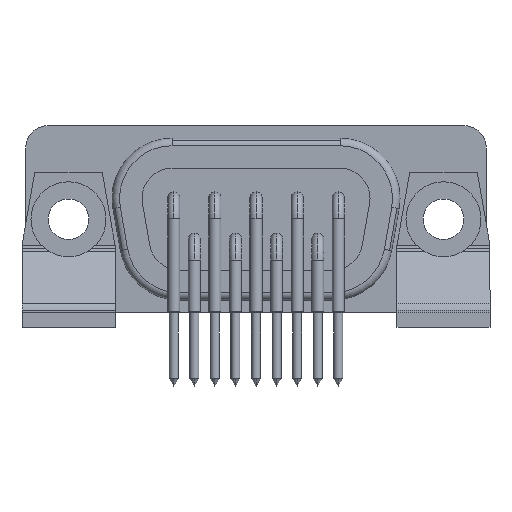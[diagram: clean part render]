
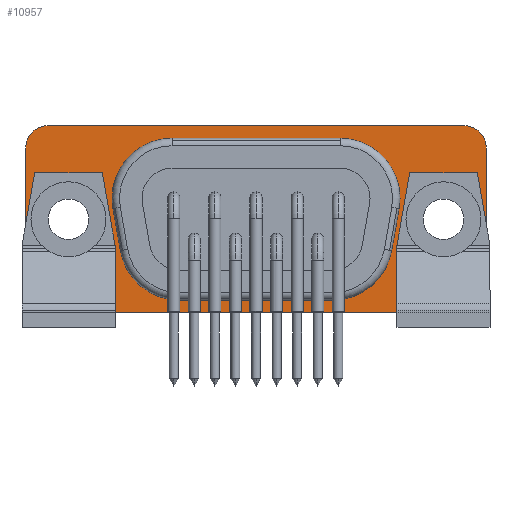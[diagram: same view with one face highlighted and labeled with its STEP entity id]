
A CAD part, front view. The second image highlights one B-rep face of the part: STEP entity #10957.
In plain terms, the highlighted planar face has unit normal (0, -1, 0).
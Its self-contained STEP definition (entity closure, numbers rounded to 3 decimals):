
#10417=CARTESIAN_POINT('',(-14.911,10.67,1.389));
#10418=VERTEX_POINT('',#10417);
#10434=CARTESIAN_POINT('',(-13.85,10.67,0.95));
#10435=VERTEX_POINT('',#10434);
#10442=CARTESIAN_POINT('',(-13.85,10.67,2.45));
#10443=DIRECTION('',(0.,1.,0.));
#10444=DIRECTION('',(-0.707,0.,-0.707));
#10445=AXIS2_PLACEMENT_3D('',#10442,#10443,#10444);
#10446=CIRCLE('',#10445,1.5);
#10447=EDGE_CURVE('',#10435,#10418,#10446,.T.);
#10459=CARTESIAN_POINT('',(14.911,10.67,1.389));
#10460=VERTEX_POINT('',#10459);
#10476=CARTESIAN_POINT('',(15.35,10.67,2.45));
#10477=VERTEX_POINT('',#10476);
#10484=CARTESIAN_POINT('',(13.85,10.67,2.45));
#10485=DIRECTION('',(0.,1.,0.));
#10486=DIRECTION('',(0.707,0.,-0.707));
#10487=AXIS2_PLACEMENT_3D('',#10484,#10485,#10486);
#10488=CIRCLE('',#10487,1.5);
#10489=EDGE_CURVE('',#10477,#10460,#10488,.T.);
#10501=CARTESIAN_POINT('',(14.911,10.67,13.011));
#10502=VERTEX_POINT('',#10501);
#10518=CARTESIAN_POINT('',(13.85,10.67,13.45));
#10519=VERTEX_POINT('',#10518);
#10526=CARTESIAN_POINT('',(13.85,10.67,11.95));
#10527=DIRECTION('',(0.,1.,0.));
#10528=DIRECTION('',(0.707,0.,0.707));
#10529=AXIS2_PLACEMENT_3D('',#10526,#10527,#10528);
#10530=CIRCLE('',#10529,1.5);
#10531=EDGE_CURVE('',#10519,#10502,#10530,.T.);
#10543=CARTESIAN_POINT('',(-14.911,10.67,13.011));
#10544=VERTEX_POINT('',#10543);
#10560=CARTESIAN_POINT('',(-15.35,10.67,11.95));
#10561=VERTEX_POINT('',#10560);
#10568=CARTESIAN_POINT('',(-13.85,10.67,11.95));
#10569=DIRECTION('',(0.,1.,0.));
#10570=DIRECTION('',(-0.707,0.,0.707));
#10571=AXIS2_PLACEMENT_3D('',#10568,#10569,#10570);
#10572=CIRCLE('',#10571,1.5);
#10573=EDGE_CURVE('',#10561,#10544,#10572,.T.);
#10585=CARTESIAN_POINT('',(-13.85,10.67,7.2));
#10586=VERTEX_POINT('',#10585);
#10602=CARTESIAN_POINT('',(-11.15,10.67,7.2));
#10603=VERTEX_POINT('',#10602);
#10610=CARTESIAN_POINT('',(-12.5,10.67,7.2));
#10611=DIRECTION('',(0.0,1.0,0.0));
#10612=DIRECTION('',(-1.0,0.0,0.0));
#10613=AXIS2_PLACEMENT_3D('',#10610,#10611,#10612);
#10614=CIRCLE('',#10613,1.35);
#10615=EDGE_CURVE('',#10586,#10603,#10614,.T.);
#10627=CARTESIAN_POINT('',(11.15,10.67,7.2));
#10628=VERTEX_POINT('',#10627);
#10644=CARTESIAN_POINT('',(13.85,10.67,7.2));
#10645=VERTEX_POINT('',#10644);
#10652=CARTESIAN_POINT('',(12.5,10.67,7.2));
#10653=DIRECTION('',(0.0,1.0,0.0));
#10654=DIRECTION('',(-1.0,0.0,0.0));
#10655=AXIS2_PLACEMENT_3D('',#10652,#10653,#10654);
#10656=CIRCLE('',#10655,1.35);
#10657=EDGE_CURVE('',#10628,#10645,#10656,.T.);
#10668=CARTESIAN_POINT('',(12.5,10.67,7.2));
#10669=DIRECTION('',(0.0,1.0,0.0));
#10670=DIRECTION('',(-1.0,0.0,0.0));
#10671=AXIS2_PLACEMENT_3D('',#10668,#10669,#10670);
#10672=CIRCLE('',#10671,1.35);
#10673=EDGE_CURVE('',#10645,#10628,#10672,.T.);
#10692=CARTESIAN_POINT('',(-12.5,10.67,7.2));
#10693=DIRECTION('',(0.0,1.0,0.0));
#10694=DIRECTION('',(-1.0,0.0,0.0));
#10695=AXIS2_PLACEMENT_3D('',#10692,#10693,#10694);
#10696=CIRCLE('',#10695,1.35);
#10697=EDGE_CURVE('',#10603,#10586,#10696,.T.);
#10715=CARTESIAN_POINT('',(-15.35,10.67,2.45));
#10716=VERTEX_POINT('',#10715);
#10717=CARTESIAN_POINT('',(-15.35,10.67,2.45));
#10718=DIRECTION('',(0.0,0.0,1.0));
#10719=VECTOR('',#10718,9.5);
#10720=LINE('',#10717,#10719);
#10721=EDGE_CURVE('',#10716,#10561,#10720,.T.);
#10747=CARTESIAN_POINT('',(-13.85,10.67,13.45));
#10748=VERTEX_POINT('',#10747);
#10749=CARTESIAN_POINT('',(-13.85,10.67,11.95));
#10750=DIRECTION('',(0.,1.,0.));
#10751=DIRECTION('',(-0.707,0.,0.707));
#10752=AXIS2_PLACEMENT_3D('',#10749,#10750,#10751);
#10753=CIRCLE('',#10752,1.5);
#10754=EDGE_CURVE('',#10544,#10748,#10753,.T.);
#10779=CARTESIAN_POINT('',(-13.85,10.67,13.45));
#10780=DIRECTION('',(1.0,0.0,0.0));
#10781=VECTOR('',#10780,27.7);
#10782=LINE('',#10779,#10781);
#10783=EDGE_CURVE('',#10748,#10519,#10782,.T.);
#10802=CARTESIAN_POINT('',(15.35,10.67,11.95));
#10803=VERTEX_POINT('',#10802);
#10804=CARTESIAN_POINT('',(13.85,10.67,11.95));
#10805=DIRECTION('',(0.,1.,0.));
#10806=DIRECTION('',(0.707,0.,0.707));
#10807=AXIS2_PLACEMENT_3D('',#10804,#10805,#10806);
#10808=CIRCLE('',#10807,1.5);
#10809=EDGE_CURVE('',#10502,#10803,#10808,.T.);
#10834=CARTESIAN_POINT('',(15.35,10.67,11.95));
#10835=DIRECTION('',(0.0,0.0,-1.0));
#10836=VECTOR('',#10835,9.5);
#10837=LINE('',#10834,#10836);
#10838=EDGE_CURVE('',#10803,#10477,#10837,.T.);
#10857=CARTESIAN_POINT('',(13.85,10.67,0.95));
#10858=VERTEX_POINT('',#10857);
#10859=CARTESIAN_POINT('',(13.85,10.67,2.45));
#10860=DIRECTION('',(0.,1.,0.));
#10861=DIRECTION('',(0.707,0.,-0.707));
#10862=AXIS2_PLACEMENT_3D('',#10859,#10860,#10861);
#10863=CIRCLE('',#10862,1.5);
#10864=EDGE_CURVE('',#10460,#10858,#10863,.T.);
#10889=CARTESIAN_POINT('',(13.85,10.67,0.95));
#10890=DIRECTION('',(-1.0,0.0,0.0));
#10891=VECTOR('',#10890,27.7);
#10892=LINE('',#10889,#10891);
#10893=EDGE_CURVE('',#10858,#10435,#10892,.T.);
#10912=CARTESIAN_POINT('',(-13.85,10.67,2.45));
#10913=DIRECTION('',(0.,1.,0.));
#10914=DIRECTION('',(-0.707,0.,-0.707));
#10915=AXIS2_PLACEMENT_3D('',#10912,#10913,#10914);
#10916=CIRCLE('',#10915,1.5);
#10917=EDGE_CURVE('',#10418,#10716,#10916,.T.);
#10930=CARTESIAN_POINT('',(0.,10.67,7.2));
#10931=DIRECTION('',(0.0,1.0,0.0));
#10932=DIRECTION('',(0.0,0.0,1.0));
#10933=AXIS2_PLACEMENT_3D('',#10930,#10931,#10932);
#10934=PLANE('',#10933);
#10935=ORIENTED_EDGE('',*,*,#10721,.F.);
#10936=ORIENTED_EDGE('',*,*,#10917,.F.);
#10937=ORIENTED_EDGE('',*,*,#10447,.F.);
#10938=ORIENTED_EDGE('',*,*,#10893,.F.);
#10939=ORIENTED_EDGE('',*,*,#10864,.F.);
#10940=ORIENTED_EDGE('',*,*,#10489,.F.);
#10941=ORIENTED_EDGE('',*,*,#10838,.F.);
#10942=ORIENTED_EDGE('',*,*,#10809,.F.);
#10943=ORIENTED_EDGE('',*,*,#10531,.F.);
#10944=ORIENTED_EDGE('',*,*,#10783,.F.);
#10945=ORIENTED_EDGE('',*,*,#10754,.F.);
#10946=ORIENTED_EDGE('',*,*,#10573,.F.);
#10947=EDGE_LOOP('',(#10935,#10936,#10937,#10938,#10939,#10940,#10941,#10942,#10943,#10944,#10945,#10946));
#10948=FACE_OUTER_BOUND('',#10947,.T.);
#10949=ORIENTED_EDGE('',*,*,#10657,.T.);
#10950=ORIENTED_EDGE('',*,*,#10673,.T.);
#10951=EDGE_LOOP('',(#10949,#10950));
#10952=FACE_BOUND('',#10951,.T.);
#10953=ORIENTED_EDGE('',*,*,#10615,.T.);
#10954=ORIENTED_EDGE('',*,*,#10697,.T.);
#10955=EDGE_LOOP('',(#10953,#10954));
#10956=FACE_BOUND('',#10955,.T.);
#10957=ADVANCED_FACE('',(#10948,#10952,#10956),#10934,.F.);
